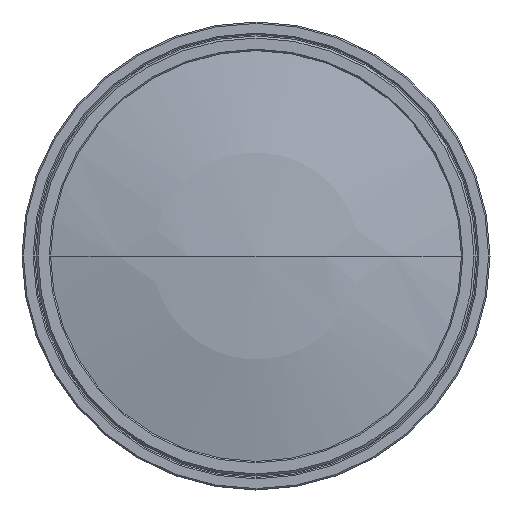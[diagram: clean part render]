
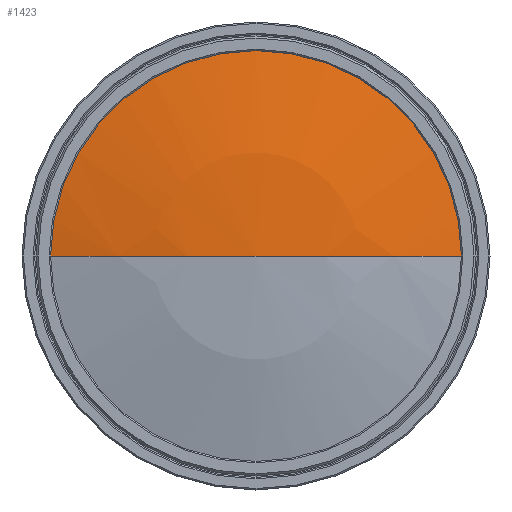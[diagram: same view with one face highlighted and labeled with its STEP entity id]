
A CAD part, front view. The second image highlights one B-rep face of the part: STEP entity #1423.
In plain terms, the highlighted spherical face has radius 116.914 mm.
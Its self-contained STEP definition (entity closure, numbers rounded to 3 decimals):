
#1378 = VERTEX_POINT('',#1379);
#1379 = CARTESIAN_POINT('',(-29.4,-101.625,0.));
#1386 = VERTEX_POINT('',#1387);
#1387 = CARTESIAN_POINT('',(29.4,-101.625,0.));
#1412 = EDGE_CURVE('',#1378,#1386,#1413,.T.);
#1413 = CIRCLE('',#1414,29.4);
#1414 = AXIS2_PLACEMENT_3D('',#1415,#1416,#1417);
#1415 = CARTESIAN_POINT('',(0.,-101.625,0.));
#1416 = DIRECTION('',(0.,1.,0.));
#1417 = DIRECTION('',(-1.,0.,0.));
#1423 = ADVANCED_FACE('',(#1424),#1443,.T.);
#1424 = FACE_BOUND('',#1425,.T.);
#1425 = EDGE_LOOP('',(#1426,#1435,#1436));
#1426 = ORIENTED_EDGE('',*,*,#1427,.F.);
#1427 = EDGE_CURVE('',#1386,#1428,#1430,.T.);
#1428 = VERTEX_POINT('',#1429);
#1429 = CARTESIAN_POINT('',(0.,-105.382,0.));
#1430 = CIRCLE('',#1431,116.914);
#1431 = AXIS2_PLACEMENT_3D('',#1432,#1433,#1434);
#1432 = CARTESIAN_POINT('',(0.,11.532,0.));
#1433 = DIRECTION('',(0.,0.,-1.));
#1434 = DIRECTION('',(0.251,-0.968,0.));
#1435 = ORIENTED_EDGE('',*,*,#1412,.F.);
#1436 = ORIENTED_EDGE('',*,*,#1437,.T.);
#1437 = EDGE_CURVE('',#1378,#1428,#1438,.T.);
#1438 = CIRCLE('',#1439,116.914);
#1439 = AXIS2_PLACEMENT_3D('',#1440,#1441,#1442);
#1440 = CARTESIAN_POINT('',(0.,11.532,0.));
#1441 = DIRECTION('',(0.,0.,1.));
#1442 = DIRECTION('',(-0.251,-0.968,0.));
#1443 = SPHERICAL_SURFACE('',#1444,116.914);
#1444 = AXIS2_PLACEMENT_3D('',#1445,#1446,#1447);
#1445 = CARTESIAN_POINT('',(0.,11.532,0.));
#1446 = DIRECTION('',(0.,1.,0.));
#1447 = DIRECTION('',(1.,0.,0.));
